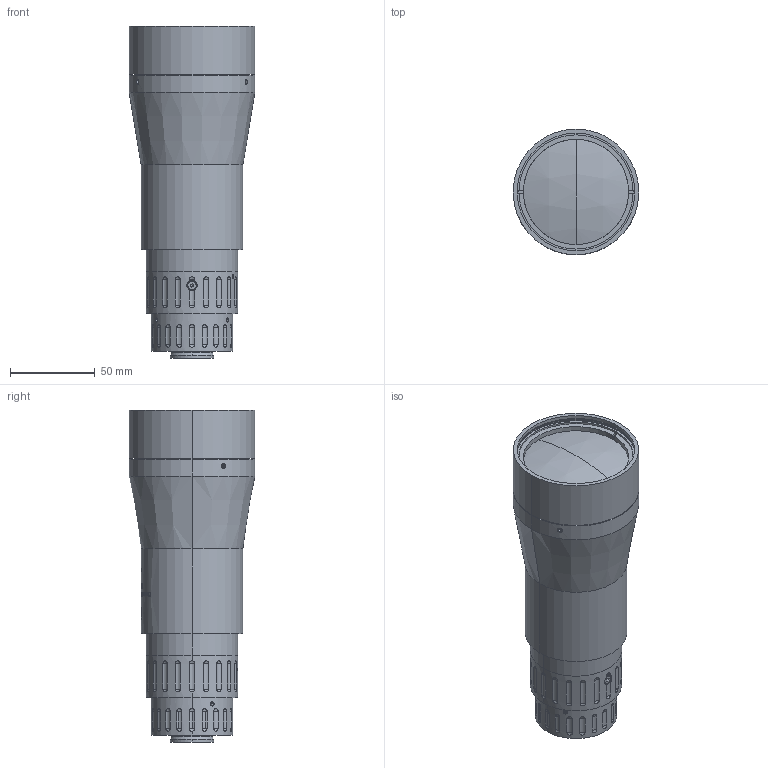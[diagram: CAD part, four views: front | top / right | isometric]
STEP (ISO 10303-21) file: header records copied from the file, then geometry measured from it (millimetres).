
FILE_DESCRIPTION (( 'STEP AP203' ), '1' );
FILE_NAME ('S5LPJ6835_02.STEP', '2022-03-02T09:47:48', ( '' ), ( '' ), 'SwSTEP 2.0', 'SolidWorks 2021', '' );
FILE_SCHEMA (( 'CONFIG_CONTROL_DESIGN' ));
Length unit declared in the file: millimetre
Products named in the file (22): S5LDX6831; DIN 913 - M3 x 3-N_DIN 913 - M3 x 3-N; 531504; 242620; S5LDX6803; 415122; 531505; S5LAO6831; 531509; S5LDK6803; S5LAO6803; 531501; S5LPJ6835_02; 531507; 533302; 94027; 531508; 533303_Gravur_S5LPJ6835; DIN 913 - M3 x 4-N_DIN 913 - M3 x 4-N; 531502; 531506; din 7984 - m3 x 5 --- 5n_DIN 7984 - M3 x 5 --- 5N
Assembly tree (28 placements, depth 4):
  S5LPJ6835_02
    S5LAO6831
      S5LDX6831
    531501
      S5LAO6803
        S5LDX6803
        S5LDK6803
      94027
      531504
      531505
      531502
      531506
      531507
      531508
      DIN 913 - M3 x 4-N_DIN 913 - M3 x 4-N  x4
      531509
      DIN 913 - M3 x 3-N_DIN 913 - M3 x 3-N  x2
      242620
      din 7984 - m3 x 5 --- 5n_DIN 7984 - M3 x 5 --- 5N
    415122
    533302
    533303_Gravur_S5LPJ6835
    DIN 913 - M3 x 3-N_DIN 913 - M3 x 3-N  x3
Bounding box: 74 x 74 x 195.51 mm (x, y, z)
Volume: 257223.3 mm3; surface area: 129134 mm2
Topology: 25 solids, 25 shells, 735 faces, 2038 edges, 1494 vertices
Faces by surface type: cylinder 314, plane 183, cone 94, sphere 92, torus 52
Entity records: 33882 total; most frequent: CARTESIAN_POINT 14642, ORIENTED_EDGE 3624, DIRECTION 3291, EDGE_CURVE 1812, AXIS2_PLACEMENT_3D 1378, VERTEX_POINT 1354, EDGE_LOOP 812, CIRCLE 714
